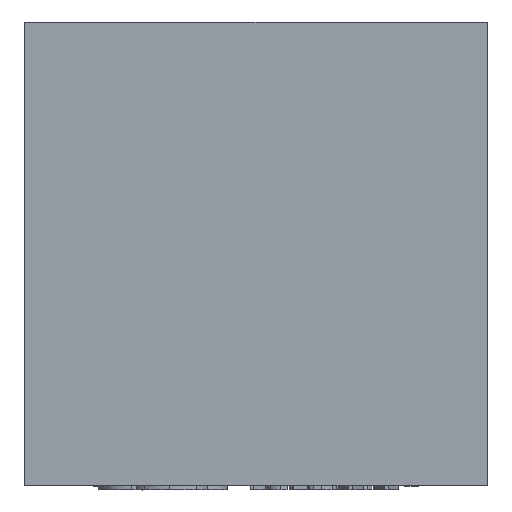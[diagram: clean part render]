
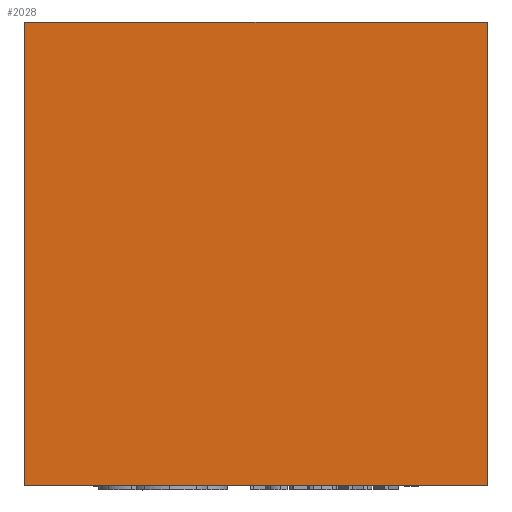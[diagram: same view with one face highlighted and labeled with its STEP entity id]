
A CAD part, top view. The second image highlights one B-rep face of the part: STEP entity #2028.
In plain terms, the highlighted planar face has unit normal (0, 0, 1).
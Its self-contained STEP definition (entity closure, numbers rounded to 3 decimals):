
#57 = CARTESIAN_POINT ( 'NONE',  ( 0.5, 0.5, 0.85 ) ) ;
#150 = EDGE_CURVE ( 'NONE', #11117, #3778, #11811, .T. ) ;
#544 = ORIENTED_EDGE ( 'NONE', *, *, #814, .T. ) ;
#814 = EDGE_CURVE ( 'NONE', #3778, #13613, #9438, .T. ) ;
#1046 = EDGE_CURVE ( 'NONE', #7835, #11117, #3717, .T. ) ;
#1293 = CARTESIAN_POINT ( 'NONE',  ( -0.5, 0.5, 0.85 ) ) ;
#1617 = EDGE_LOOP ( 'NONE', ( #6663, #544, #13462, #11029 ) ) ;
#1652 = CARTESIAN_POINT ( 'NONE',  ( 0.5, -0.5, 0.85 ) ) ;
#1931 = VECTOR ( 'NONE', #6781, 1000. ) ;
#2028 = ADVANCED_FACE ( 'NONE', ( #7233 ), #4206, .F. ) ;
#2242 = VECTOR ( 'NONE', #12465, 1000. ) ;
#2380 = CARTESIAN_POINT ( 'NONE',  ( -0.5, -0.5, 0.85 ) ) ;
#2844 = CARTESIAN_POINT ( 'NONE',  ( -0.5, -0.5, 0.85 ) ) ;
#3010 = VECTOR ( 'NONE', #12869, 1000. ) ;
#3717 = LINE ( 'NONE', #2844, #2242 ) ;
#3778 = VERTEX_POINT ( 'NONE', #57 ) ;
#4123 = CARTESIAN_POINT ( 'NONE',  ( 0.5, -0.5, 0.85 ) ) ;
#4206 = PLANE ( 'NONE',  #8621 ) ;
#6642 = CARTESIAN_POINT ( 'NONE',  ( -0.5, -0.5, 0.85 ) ) ;
#6663 = ORIENTED_EDGE ( 'NONE', *, *, #150, .T. ) ;
#6781 = DIRECTION ( 'NONE',  ( 0., -1., 0. ) ) ;
#7178 = DIRECTION ( 'NONE',  ( -1., 0., 0. ) ) ;
#7233 = FACE_OUTER_BOUND ( 'NONE', #1617, .T. ) ;
#7835 = VERTEX_POINT ( 'NONE', #2380 ) ;
#8621 = AXIS2_PLACEMENT_3D ( 'NONE', #13171, #12954, #8792 ) ;
#8792 = DIRECTION ( 'NONE',  ( -1., 0., 0. ) ) ;
#9438 = LINE ( 'NONE', #11393, #12706 ) ;
#10161 = LINE ( 'NONE', #6642, #1931 ) ;
#10414 = EDGE_CURVE ( 'NONE', #13613, #7835, #10161, .T. ) ;
#11029 = ORIENTED_EDGE ( 'NONE', *, *, #1046, .T. ) ;
#11117 = VERTEX_POINT ( 'NONE', #1652 ) ;
#11393 = CARTESIAN_POINT ( 'NONE',  ( -0.5, 0.5, 0.85 ) ) ;
#11811 = LINE ( 'NONE', #4123, #3010 ) ;
#12465 = DIRECTION ( 'NONE',  ( 1., 0., 0. ) ) ;
#12706 = VECTOR ( 'NONE', #7178, 1000. ) ;
#12869 = DIRECTION ( 'NONE',  ( 0., 1., 0. ) ) ;
#12954 = DIRECTION ( 'NONE',  ( 0., 0., -1. ) ) ;
#13171 = CARTESIAN_POINT ( 'NONE',  ( 0., 0., 0.85 ) ) ;
#13462 = ORIENTED_EDGE ( 'NONE', *, *, #10414, .T. ) ;
#13613 = VERTEX_POINT ( 'NONE', #1293 ) ;
